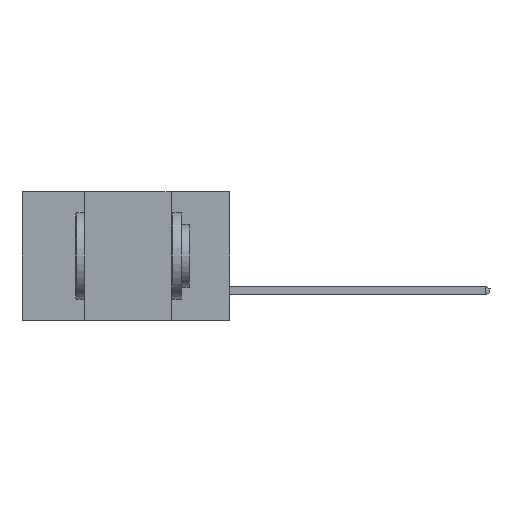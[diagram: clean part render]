
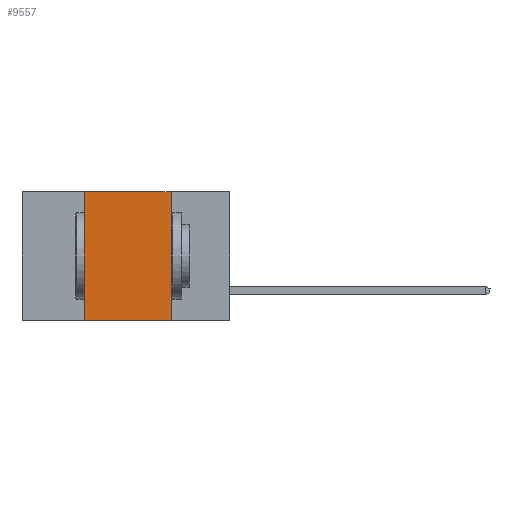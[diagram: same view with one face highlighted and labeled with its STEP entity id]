
A CAD part, left-side view. The second image highlights one B-rep face of the part: STEP entity #9557.
In plain terms, the highlighted planar face has unit normal (-1, 0, 0).
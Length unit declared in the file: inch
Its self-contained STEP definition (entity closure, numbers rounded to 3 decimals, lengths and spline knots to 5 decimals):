
#8 = ORIENTED_EDGE ( 'NONE', *, *, #7386, .T. ) ;
#69 = CARTESIAN_POINT ( 'NONE',  ( 0., 0.6, -0.37 ) ) ;
#507 = VERTEX_POINT ( 'NONE', #9533 ) ;
#1185 = CARTESIAN_POINT ( 'NONE',  ( 0., 0.42, 0. ) ) ;
#1581 = VECTOR ( 'NONE', #4873, 39.37008 ) ;
#2346 = LINE ( 'NONE', #8061, #4813 ) ;
#2616 = CARTESIAN_POINT ( 'NONE',  ( 0., 0.6, 0. ) ) ;
#2827 = LINE ( 'NONE', #69, #1581 ) ;
#3495 = VERTEX_POINT ( 'NONE', #4392 ) ;
#4392 = CARTESIAN_POINT ( 'NONE',  ( 0., 0.17, 0. ) ) ;
#4813 = VECTOR ( 'NONE', #9069, 39.37008 ) ;
#4873 = DIRECTION ( 'NONE',  ( 0., -1., 0. ) ) ;
#4877 = VECTOR ( 'NONE', #11902, 39.37008 ) ;
#5206 = DIRECTION ( 'NONE',  ( 0., 0., 1. ) ) ;
#5351 = ORIENTED_EDGE ( 'NONE', *, *, #11072, .F. ) ;
#5557 = DIRECTION ( 'NONE',  ( 1., 0., 0. ) ) ;
#5940 = EDGE_CURVE ( 'NONE', #7122, #3495, #2346, .T. ) ;
#6533 = VECTOR ( 'NONE', #5206, 39.37008 ) ;
#7002 = CARTESIAN_POINT ( 'NONE',  ( 0., 0.17, -0.37 ) ) ;
#7122 = VERTEX_POINT ( 'NONE', #1185 ) ;
#7386 = EDGE_CURVE ( 'NONE', #8672, #507, #2827, .T. ) ;
#7843 = CARTESIAN_POINT ( 'NONE',  ( 0., 0.42, -0.37 ) ) ;
#7919 = CARTESIAN_POINT ( 'NONE',  ( 0., 0.42, -0.37 ) ) ;
#7926 = EDGE_LOOP ( 'NONE', ( #8026, #9901, #5351, #8 ) ) ;
#8026 = ORIENTED_EDGE ( 'NONE', *, *, #9727, .F. ) ;
#8061 = CARTESIAN_POINT ( 'NONE',  ( 0., 0.6, 0. ) ) ;
#8408 = FACE_OUTER_BOUND ( 'NONE', #7926, .T. ) ;
#8672 = VERTEX_POINT ( 'NONE', #7843 ) ;
#9069 = DIRECTION ( 'NONE',  ( 0., -1., 0. ) ) ;
#9533 = CARTESIAN_POINT ( 'NONE',  ( 0., 0.17, -0.37 ) ) ;
#9557 = ADVANCED_FACE ( 'NONE', ( #8408 ), #10331, .F. ) ;
#9727 = EDGE_CURVE ( 'NONE', #3495, #507, #10879, .T. ) ;
#9901 = ORIENTED_EDGE ( 'NONE', *, *, #5940, .F. ) ;
#10331 = PLANE ( 'NONE',  #11925 ) ;
#10879 = LINE ( 'NONE', #7002, #4877 ) ;
#10918 = LINE ( 'NONE', #7919, #6533 ) ;
#11072 = EDGE_CURVE ( 'NONE', #8672, #7122, #10918, .T. ) ;
#11902 = DIRECTION ( 'NONE',  ( 0., 0., -1. ) ) ;
#11925 = AXIS2_PLACEMENT_3D ( 'NONE', #2616, #5557, #12280 ) ;
#12280 = DIRECTION ( 'NONE',  ( 0., 0., -1. ) ) ;
